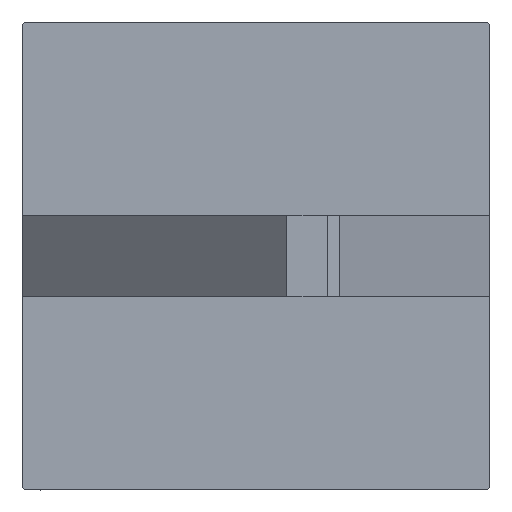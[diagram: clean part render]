
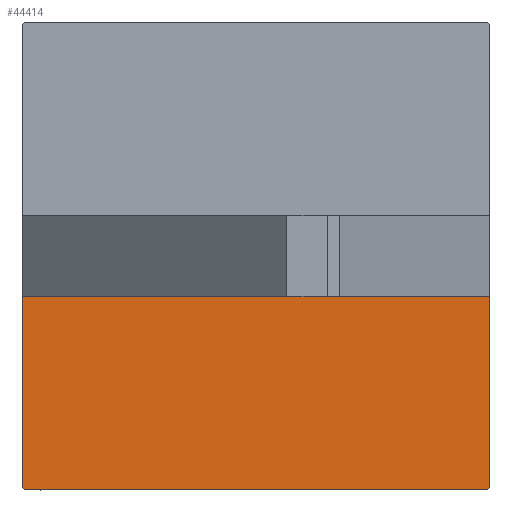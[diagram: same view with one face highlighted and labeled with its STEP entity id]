
A CAD part, left-side view. The second image highlights one B-rep face of the part: STEP entity #44414.
In plain terms, the highlighted planar face has unit normal (-1, 0, 0).
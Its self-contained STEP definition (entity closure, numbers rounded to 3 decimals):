
#626 = VECTOR ( 'NONE', #15537, 1000. ) ;
#1088 = CARTESIAN_POINT ( 'NONE',  ( 0., -10., 57.5 ) ) ;
#2974 = VERTEX_POINT ( 'NONE', #43878 ) ;
#4520 = CARTESIAN_POINT ( 'NONE',  ( 0., -57.5, 57.5 ) ) ;
#4590 = VECTOR ( 'NONE', #43591, 1000. ) ;
#4762 = LINE ( 'NONE', #32478, #18545 ) ;
#5434 = VERTEX_POINT ( 'NONE', #15172 ) ;
#6006 = LINE ( 'NONE', #45889, #26131 ) ;
#6468 = CARTESIAN_POINT ( 'NONE',  ( 0., -57.5, 57. ) ) ;
#6517 = EDGE_CURVE ( 'NONE', #41961, #32051, #4762, .T. ) ;
#7528 = EDGE_CURVE ( 'NONE', #26198, #5434, #6006, .T. ) ;
#9329 = ORIENTED_EDGE ( 'NONE', *, *, #12918, .T. ) ;
#9524 = LINE ( 'NONE', #9993, #36827 ) ;
#9993 = CARTESIAN_POINT ( 'NONE',  ( 0., 57.5, 57.5 ) ) ;
#11155 = DIRECTION ( 'NONE',  ( 0., 0., -1. ) ) ;
#12918 = EDGE_CURVE ( 'NONE', #37353, #26198, #22556, .T. ) ;
#14025 = ORIENTED_EDGE ( 'NONE', *, *, #37660, .F. ) ;
#15172 = CARTESIAN_POINT ( 'NONE',  ( 0., -57., -57.5 ) ) ;
#15537 = DIRECTION ( 'NONE',  ( 0., -0.707, 0.707 ) ) ;
#16313 = FACE_OUTER_BOUND ( 'NONE', #28189, .T. ) ;
#16405 = CARTESIAN_POINT ( 'NONE',  ( 0., -57., 57.5 ) ) ;
#18545 = VECTOR ( 'NONE', #43324, 1000. ) ;
#18669 = AXIS2_PLACEMENT_3D ( 'NONE', #28106, #27877, #27400 ) ;
#19454 = ORIENTED_EDGE ( 'NONE', *, *, #20296, .F. ) ;
#20296 = EDGE_CURVE ( 'NONE', #41961, #2974, #43718, .T. ) ;
#20341 = ORIENTED_EDGE ( 'NONE', *, *, #7528, .T. ) ;
#20393 = DIRECTION ( 'NONE',  ( 0., -1., 0. ) ) ;
#21303 = VECTOR ( 'NONE', #11155, 1000. ) ;
#22556 = LINE ( 'NONE', #1088, #4590 ) ;
#24092 = PLANE ( 'NONE',  #18669 ) ;
#26131 = VECTOR ( 'NONE', #20393, 1000. ) ;
#26198 = VERTEX_POINT ( 'NONE', #32981 ) ;
#27400 = DIRECTION ( 'NONE',  ( 0., 0., 1. ) ) ;
#27877 = DIRECTION ( 'NONE',  ( -1., 0., 0. ) ) ;
#28106 = CARTESIAN_POINT ( 'NONE',  ( 0., 0., 0. ) ) ;
#28189 = EDGE_LOOP ( 'NONE', ( #14025, #9329, #20341, #36948, #19454, #28903 ) ) ;
#28690 = CARTESIAN_POINT ( 'NONE',  ( 0., -10., 57.5 ) ) ;
#28903 = ORIENTED_EDGE ( 'NONE', *, *, #6517, .T. ) ;
#32051 = VERTEX_POINT ( 'NONE', #16405 ) ;
#32478 = CARTESIAN_POINT ( 'NONE',  ( 0., -57.25, 57.25 ) ) ;
#32981 = CARTESIAN_POINT ( 'NONE',  ( 0., -10., -57.5 ) ) ;
#36623 = EDGE_CURVE ( 'NONE', #5434, #2974, #36795, .T. ) ;
#36795 = LINE ( 'NONE', #40321, #626 ) ;
#36827 = VECTOR ( 'NONE', #38551, 1000. ) ;
#36948 = ORIENTED_EDGE ( 'NONE', *, *, #36623, .T. ) ;
#37353 = VERTEX_POINT ( 'NONE', #28690 ) ;
#37660 = EDGE_CURVE ( 'NONE', #37353, #32051, #9524, .T. ) ;
#38551 = DIRECTION ( 'NONE',  ( 0., -1., 0. ) ) ;
#40321 = CARTESIAN_POINT ( 'NONE',  ( 0., -57.25, -57.25 ) ) ;
#41961 = VERTEX_POINT ( 'NONE', #6468 ) ;
#43324 = DIRECTION ( 'NONE',  ( 0., 0.707, 0.707 ) ) ;
#43591 = DIRECTION ( 'NONE',  ( 0., 0., -1. ) ) ;
#43718 = LINE ( 'NONE', #4520, #21303 ) ;
#43878 = CARTESIAN_POINT ( 'NONE',  ( 0., -57.5, -57. ) ) ;
#44414 = ADVANCED_FACE ( 'NONE', ( #16313 ), #24092, .T. ) ;
#45889 = CARTESIAN_POINT ( 'NONE',  ( 0., 57.5, -57.5 ) ) ;
